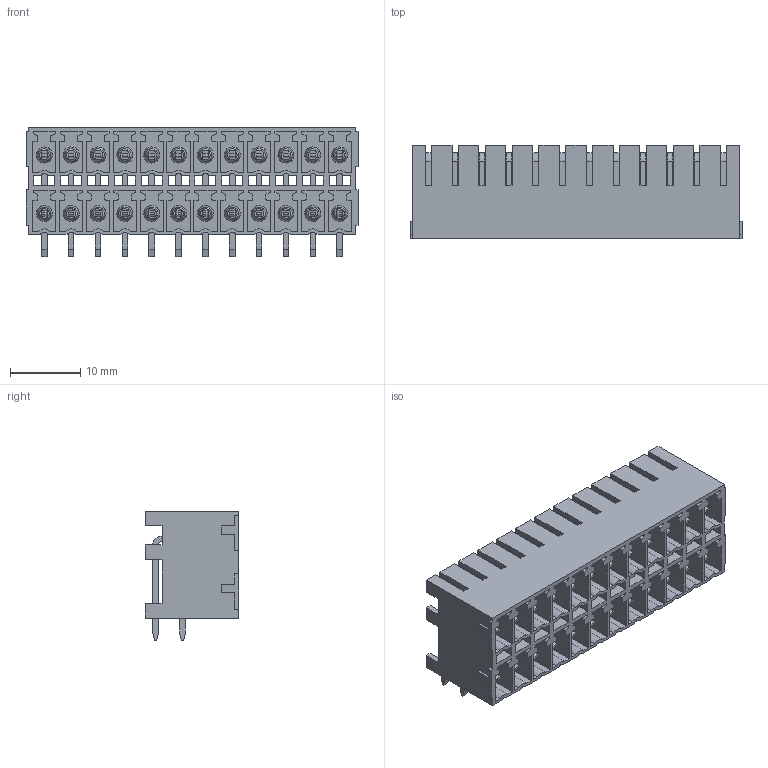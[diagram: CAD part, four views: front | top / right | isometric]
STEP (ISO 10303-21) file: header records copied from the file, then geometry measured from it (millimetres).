
FILE_DESCRIPTION(('CATIA V5 STEP Exchange','CAx-IF Rec.Pracs.--- Model Styling and Organization---1.2---2011-12-15'),'2;1');
FILE_NAME ('D1447468_0_1039060000_1039060000.stp','2018-10-05T02:53:16+00:00',('none'),('Weidmueller'),'CATIA Version 5-6 Release 2014','CATIA V5 STEP AP214','none');
FILE_SCHEMA(('AUTOMOTIVE_DESIGN { 1 0 10303 214 1 1 1 1 }'));
Length unit declared in the file: millimetre
Products named in the file (1): 1039060000
Bounding box: 47.11 x 13.3 x 18.4 mm (x, y, z)
Volume: 3463.6 mm3; surface area: 10702.4 mm2
Topology: 25 solids, 25 shells, 1666 faces, 4644 edges, 3064 vertices
Faces by surface type: plane 1342, cylinder 180, torus 96, cone 48
Entity records: 46934 total; most frequent: ORIENTED_EDGE 9288, CARTESIAN_POINT 8472, DIRECTION 5750, EDGE_CURVE 4644, VECTOR 3996, LINE 3996, VERTEX_POINT 3064, EDGE_LOOP 1774
